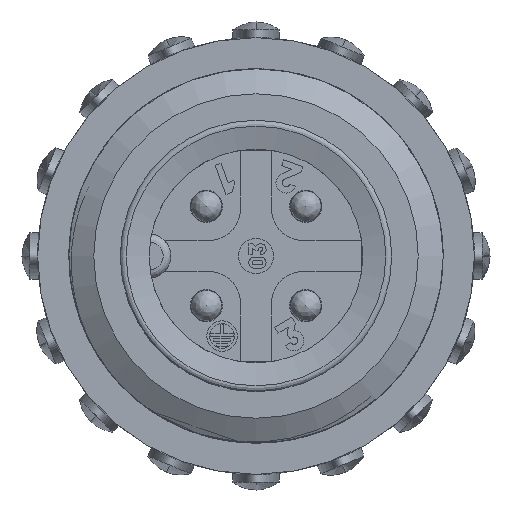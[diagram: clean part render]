
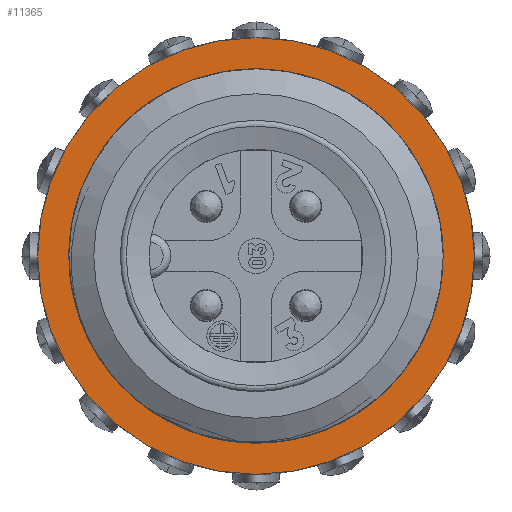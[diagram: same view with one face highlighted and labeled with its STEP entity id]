
A CAD part, left-side view. The second image highlights one B-rep face of the part: STEP entity #11365.
In plain terms, the highlighted planar face has unit normal (-1, 0, 0).
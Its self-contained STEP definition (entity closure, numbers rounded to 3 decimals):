
#5994=B_SPLINE_CURVE_WITH_KNOTS('',3,(#31655,#31656,#31657,#31658,#31659,
#31660,#31661,#31662,#31663,#31664,#31665,#31666,#31667,#31668),
 .UNSPECIFIED.,.F.,.F.,(4,2,2,2,2,2,4),(0.,0.063,0.125,0.25,
0.375,0.5,1.),.UNSPECIFIED.);
#5996=B_SPLINE_CURVE_WITH_KNOTS('',3,(#31880,#31881,#31882,#31883),
 .UNSPECIFIED.,.F.,.F.,(4,4),(0.,1.),.UNSPECIFIED.);
#5997=B_SPLINE_CURVE_WITH_KNOTS('',3,(#32022,#32023,#32024,#32025,#32026,
#32027,#32028,#32029,#32030,#32031,#32032,#32033,#32034,#32035,#32036),
 .UNSPECIFIED.,.F.,.F.,(4,2,2,2,1,2,2,4),(0.,0.5,0.625,
0.75,0.813,0.844,0.875,
1.),.UNSPECIFIED.);
#5998=B_SPLINE_CURVE_WITH_KNOTS('',3,(#32237,#32238,#32239,#32240,#32241,
#32242,#32243,#32244,#32245,#32246,#32247,#32248,#32249,#32250),
 .UNSPECIFIED.,.F.,.F.,(4,2,2,2,2,2,4),(0.,0.063,0.094,
0.125,0.25,0.5,1.),.UNSPECIFIED.);
#6000=B_SPLINE_CURVE_WITH_KNOTS('',3,(#32448,#32449,#32450,#32451),
 .UNSPECIFIED.,.F.,.F.,(4,4),(0.,1.),.UNSPECIFIED.);
#6001=B_SPLINE_CURVE_WITH_KNOTS('',3,(#32591,#32592,#32593,#32594,#32595,
#32596,#32597,#32598,#32599,#32600,#32601,#32602,#32603,#32604,#32605,#32606,
#32607),.UNSPECIFIED.,.F.,.F.,(4,2,2,2,1,2,2,2,4),(0.,0.25,
0.5,0.75,0.813,0.844,
0.875,0.938,1.),.UNSPECIFIED.);
#6789=PLANE('',#21709);
#11365=ADVANCED_FACE('',(#11613,#11614),#6789,.T.);
#11613=FACE_BOUND('',#12564,.T.);
#11614=FACE_BOUND('',#12565,.T.);
#12564=EDGE_LOOP('',(#16677,#16678,#16679,#16680,#16681,#16682));
#12565=EDGE_LOOP('',(#16683));
#16677=ORIENTED_EDGE('',*,*,#20133,.T.);
#16678=ORIENTED_EDGE('',*,*,#20131,.T.);
#16679=ORIENTED_EDGE('',*,*,#20129,.T.);
#16680=ORIENTED_EDGE('',*,*,#20127,.T.);
#16681=ORIENTED_EDGE('',*,*,#20125,.T.);
#16682=ORIENTED_EDGE('',*,*,#20123,.T.);
#16683=ORIENTED_EDGE('',*,*,#20196,.T.);
#18074=VERTEX_POINT('',#31654);
#18075=VERTEX_POINT('',#31669);
#18076=VERTEX_POINT('',#31884);
#18077=VERTEX_POINT('',#32037);
#18078=VERTEX_POINT('',#32251);
#18079=VERTEX_POINT('',#32452);
#18127=VERTEX_POINT('',#35537);
#20123=EDGE_CURVE('',#18075,#18074,#5994,.T.);
#20125=EDGE_CURVE('',#18076,#18075,#5996,.T.);
#20127=EDGE_CURVE('',#18077,#18076,#5997,.T.);
#20129=EDGE_CURVE('',#18078,#18077,#5998,.T.);
#20131=EDGE_CURVE('',#18079,#18078,#6000,.T.);
#20133=EDGE_CURVE('',#18074,#18079,#6001,.T.);
#20196=EDGE_CURVE('',#18127,#18127,#20601,.T.);
#20601=CIRCLE('',#21708,14.);
#21708=AXIS2_PLACEMENT_3D('',#35536,#25397,#25398);
#21709=AXIS2_PLACEMENT_3D('',#35538,#25399,#25400);
#25397=DIRECTION('',(-1.,0.,0.));
#25398=DIRECTION('',(0.,-1.,0.));
#25399=DIRECTION('',(-1.,0.,0.));
#25400=DIRECTION('',(0.,1.,0.));
#31654=CARTESIAN_POINT('',(-8.791,25.414,29.59));
#31655=CARTESIAN_POINT('',(-8.791,14.739,40.867));
#31656=CARTESIAN_POINT('',(-8.791,14.705,40.538));
#31657=CARTESIAN_POINT('',(-8.791,14.706,40.109));
#31658=CARTESIAN_POINT('',(-8.791,14.753,39.392));
#31659=CARTESIAN_POINT('',(-8.791,14.801,39.019));
#31660=CARTESIAN_POINT('',(-8.791,15.,37.955));
#31661=CARTESIAN_POINT('',(-8.791,15.223,37.227));
#31662=CARTESIAN_POINT('',(-8.791,15.79,35.878));
#31663=CARTESIAN_POINT('',(-8.791,16.132,35.242));
#31664=CARTESIAN_POINT('',(-8.791,16.935,34.046));
#31665=CARTESIAN_POINT('',(-8.791,17.417,33.465));
#31666=CARTESIAN_POINT('',(-8.791,19.908,30.966));
#31667=CARTESIAN_POINT('',(-8.791,22.579,29.766));
#31668=CARTESIAN_POINT('',(-8.791,25.414,29.59));
#31669=CARTESIAN_POINT('',(-8.791,14.739,40.867));
#31880=CARTESIAN_POINT('',(-8.791,15.369,43.584));
#31881=CARTESIAN_POINT('',(-8.791,15.045,42.71));
#31882=CARTESIAN_POINT('',(-8.791,14.834,41.794));
#31883=CARTESIAN_POINT('',(-8.791,14.739,40.867));
#31884=CARTESIAN_POINT('',(-8.791,15.369,43.584));
#32022=CARTESIAN_POINT('',(-8.791,26.799,51.959));
#32023=CARTESIAN_POINT('',(-8.791,24.133,52.123));
#32024=CARTESIAN_POINT('',(-8.791,21.539,51.301));
#32025=CARTESIAN_POINT('',(-8.791,18.932,49.261));
#32026=CARTESIAN_POINT('',(-8.791,18.451,48.812));
#32027=CARTESIAN_POINT('',(-8.791,17.572,47.831));
#32028=CARTESIAN_POINT('',(-8.791,17.153,47.268));
#32029=CARTESIAN_POINT('',(-8.791,16.647,46.458));
#32030=CARTESIAN_POINT('',(-8.791,16.407,46.037));
#32031=CARTESIAN_POINT('',(-8.791,16.187,45.592));
#32032=CARTESIAN_POINT('',(-8.791,16.044,45.291));
#32033=CARTESIAN_POINT('',(-8.791,15.962,45.109));
#32034=CARTESIAN_POINT('',(-8.791,15.687,44.468));
#32035=CARTESIAN_POINT('',(-8.791,15.528,44.028));
#32036=CARTESIAN_POINT('',(-8.791,15.369,43.584));
#32037=CARTESIAN_POINT('',(-8.791,26.799,51.959));
#32237=CARTESIAN_POINT('',(-8.791,37.109,42.238));
#32238=CARTESIAN_POINT('',(-8.791,37.047,42.499));
#32239=CARTESIAN_POINT('',(-8.791,36.978,42.795));
#32240=CARTESIAN_POINT('',(-8.791,36.9,43.135));
#32241=CARTESIAN_POINT('',(-8.791,36.871,43.252));
#32242=CARTESIAN_POINT('',(-8.791,36.806,43.496));
#32243=CARTESIAN_POINT('',(-8.791,36.779,43.592));
#32244=CARTESIAN_POINT('',(-8.791,36.537,44.401));
#32245=CARTESIAN_POINT('',(-8.791,36.332,44.957));
#32246=CARTESIAN_POINT('',(-8.791,35.472,46.795));
#32247=CARTESIAN_POINT('',(-8.791,34.71,47.881));
#32248=CARTESIAN_POINT('',(-8.791,31.905,50.677));
#32249=CARTESIAN_POINT('',(-8.791,29.447,51.795));
#32250=CARTESIAN_POINT('',(-8.791,26.799,51.959));
#32251=CARTESIAN_POINT('',(-8.791,37.109,42.238));
#32448=CARTESIAN_POINT('',(-8.791,37.4,39.464));
#32449=CARTESIAN_POINT('',(-8.791,37.419,40.397));
#32450=CARTESIAN_POINT('',(-8.791,37.323,41.33));
#32451=CARTESIAN_POINT('',(-8.791,37.109,42.238));
#32452=CARTESIAN_POINT('',(-8.791,37.4,39.464));
#32591=CARTESIAN_POINT('',(-8.791,25.414,29.59));
#32592=CARTESIAN_POINT('',(-8.791,26.853,29.501));
#32593=CARTESIAN_POINT('',(-8.791,28.284,29.681));
#32594=CARTESIAN_POINT('',(-8.791,30.976,30.528));
#32595=CARTESIAN_POINT('',(-8.791,32.192,31.166));
#32596=CARTESIAN_POINT('',(-8.791,34.419,32.911));
#32597=CARTESIAN_POINT('',(-8.791,35.3,33.897));
#32598=CARTESIAN_POINT('',(-8.791,36.216,35.451));
#32599=CARTESIAN_POINT('',(-8.791,36.464,35.924));
#32600=CARTESIAN_POINT('',(-8.791,36.673,36.406));
#32601=CARTESIAN_POINT('',(-8.791,36.803,36.73));
#32602=CARTESIAN_POINT('',(-8.791,36.853,36.862));
#32603=CARTESIAN_POINT('',(-8.791,37.054,37.446));
#32604=CARTESIAN_POINT('',(-8.791,37.15,37.783));
#32605=CARTESIAN_POINT('',(-8.791,37.34,38.685));
#32606=CARTESIAN_POINT('',(-8.791,37.392,39.095));
#32607=CARTESIAN_POINT('',(-8.791,37.4,39.464));
#35536=CARTESIAN_POINT('',(-8.791,26.156,41.567));
#35537=CARTESIAN_POINT('',(-8.791,12.156,41.567));
#35538=CARTESIAN_POINT('',(-8.791,9.03,58.72));
